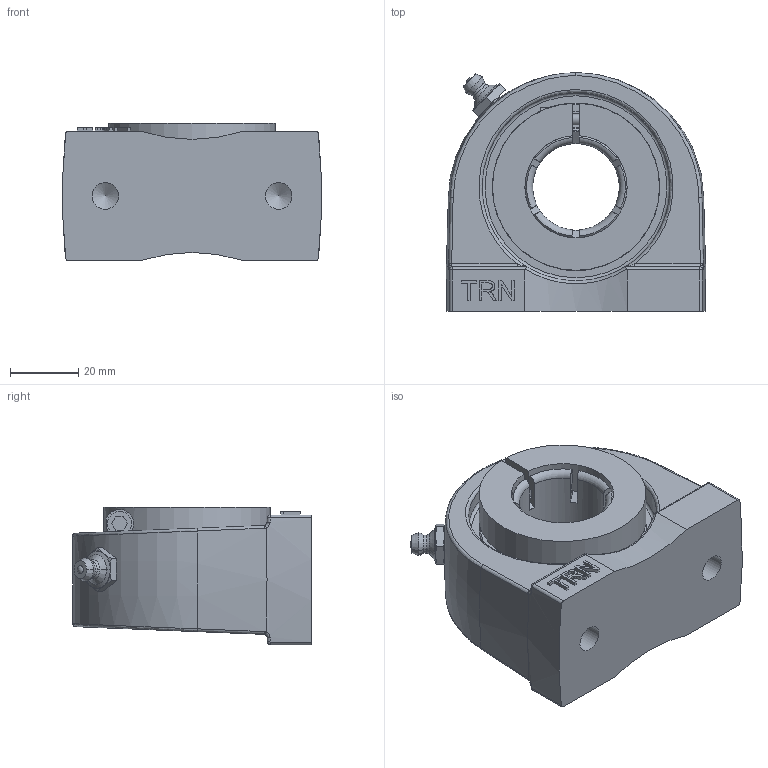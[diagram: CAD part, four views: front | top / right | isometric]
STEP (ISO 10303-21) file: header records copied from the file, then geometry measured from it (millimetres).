
FILE_DESCRIPTION(/* description */ ('Alibre Inc.'),/* implementation_level */ '2;1');
FILE_NAME(/* name */ 'export0',/* time_stamp */ '2015-11-20T12:22:57-08:00',/* author */ (''),/* organization */ (''),/* preprocessor_version */ 'ST-DEVELOPER v12',/* originating_system */ 'Alibre',/* authorisation */ '');
FILE_SCHEMA (('AUTOMOTIVE_DESIGN'));
Products named in the file (8): 3
Bounding box: 76 x 70 x 40.3 mm (x, y, z)
Volume: 107261.4 mm3; surface area: 41524.8 mm2
Topology: 8 solids, 8 shells, 305 faces, 779 edges, 490 vertices
Faces by surface type: plane 104, cylinder 67, cone 51, bspline 44, torus 27, sphere 12
Full cylindrical faces by diameter (mm): 1.479 x2, 3.242 x2, 4 x1, 6 x2, 7 x1, 7.798 x2, 25.4 x1, 34.225 x4, 34.733 x2, 44 x4, 55.143 x2
Entity records: 13481 total; most frequent: CARTESIAN_POINT 7129, ORIENTED_EDGE 1400, DIRECTION 1011, EDGE_CURVE 700, VERTEX_POINT 462, AXIS2_PLACEMENT_3D 426, FACE_BOUND 362, EDGE_LOOP 360
